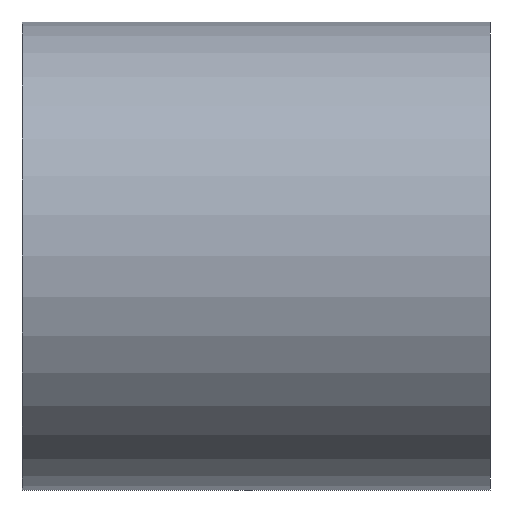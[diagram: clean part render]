
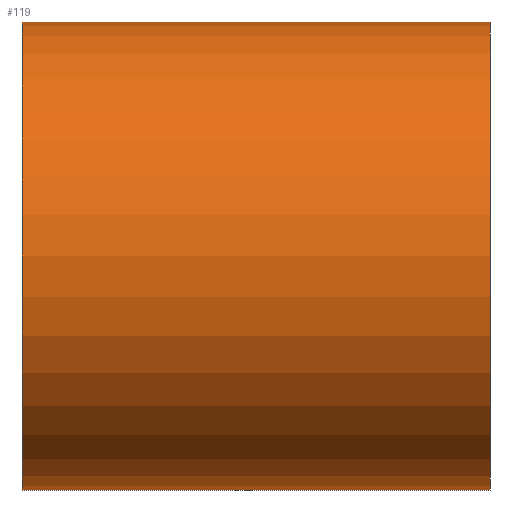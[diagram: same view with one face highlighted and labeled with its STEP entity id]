
A CAD part, left-side view. The second image highlights one B-rep face of the part: STEP entity #119.
In plain terms, the highlighted cylindrical face has radius 3.175 mm (diameter 6.35 mm), a partial arc.
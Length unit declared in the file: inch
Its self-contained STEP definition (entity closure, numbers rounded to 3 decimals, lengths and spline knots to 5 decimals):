
#51 = VERTEX_POINT ( 'NONE', #106 ) ;
#59 = EDGE_LOOP ( 'NONE', ( #222, #173, #107, #128 ) ) ;
#65 = VERTEX_POINT ( 'NONE', #95 ) ;
#70 = VECTOR ( 'NONE', #122, 39.37008 ) ;
#72 = DIRECTION ( 'NONE',  ( 0., 0., 1. ) ) ;
#73 = DIRECTION ( 'NONE',  ( 0., 1., 0. ) ) ;
#74 = CIRCLE ( 'NONE', #168, 0.125 ) ;
#75 = CIRCLE ( 'NONE', #172, 0.125 ) ;
#76 = CARTESIAN_POINT ( 'NONE',  ( 0., 0., 0. ) ) ;
#79 = VECTOR ( 'NONE', #129, 39.37008 ) ;
#82 = LINE ( 'NONE', #121, #70 ) ;
#84 = DIRECTION ( 'NONE',  ( 0., 0., 1. ) ) ;
#85 = CYLINDRICAL_SURFACE ( 'NONE', #174, 0.125 ) ;
#86 = LINE ( 'NONE', #130, #79 ) ;
#94 = DIRECTION ( 'NONE',  ( 0., 1., 0. ) ) ;
#95 = CARTESIAN_POINT ( 'NONE',  ( 0., 0., -0.125 ) ) ;
#96 = CARTESIAN_POINT ( 'NONE',  ( 0., 0.25, 0. ) ) ;
#104 = FACE_OUTER_BOUND ( 'NONE', #59, .T. ) ;
#106 = CARTESIAN_POINT ( 'NONE',  ( 0., 0., 0.125 ) ) ;
#107 = ORIENTED_EDGE ( 'NONE', *, *, #205, .T. ) ;
#115 = VERTEX_POINT ( 'NONE', #220 ) ;
#119 = ADVANCED_FACE ( 'NONE', ( #104 ), #85, .T. ) ;
#121 = CARTESIAN_POINT ( 'NONE',  ( 0., 0.25, -0.125 ) ) ;
#122 = DIRECTION ( 'NONE',  ( 0., -1., 0. ) ) ;
#128 = ORIENTED_EDGE ( 'NONE', *, *, #209, .T. ) ;
#129 = DIRECTION ( 'NONE',  ( 0., -1., 0. ) ) ;
#130 = CARTESIAN_POINT ( 'NONE',  ( 0., 0.25, 0.125 ) ) ;
#135 = VERTEX_POINT ( 'NONE', #142 ) ;
#142 = CARTESIAN_POINT ( 'NONE',  ( 0., 0.25, -0.125 ) ) ;
#168 = AXIS2_PLACEMENT_3D ( 'NONE', #76, #73, #72 ) ;
#172 = AXIS2_PLACEMENT_3D ( 'NONE', #96, #94, #84 ) ;
#173 = ORIENTED_EDGE ( 'NONE', *, *, #206, .F. ) ;
#174 = AXIS2_PLACEMENT_3D ( 'NONE', #186, #175, #193 ) ;
#175 = DIRECTION ( 'NONE',  ( 0., -1., 0. ) ) ;
#186 = CARTESIAN_POINT ( 'NONE',  ( 0., 0.25, 0. ) ) ;
#193 = DIRECTION ( 'NONE',  ( 0., 0., -1. ) ) ;
#202 = EDGE_CURVE ( 'NONE', #115, #51, #86, .T. ) ;
#205 = EDGE_CURVE ( 'NONE', #135, #65, #82, .T. ) ;
#206 = EDGE_CURVE ( 'NONE', #135, #115, #75, .T. ) ;
#209 = EDGE_CURVE ( 'NONE', #65, #51, #74, .T. ) ;
#220 = CARTESIAN_POINT ( 'NONE',  ( 0., 0.25, 0.125 ) ) ;
#222 = ORIENTED_EDGE ( 'NONE', *, *, #202, .F. ) ;
